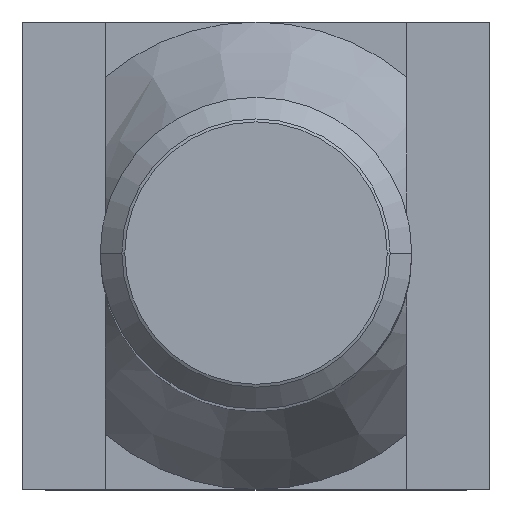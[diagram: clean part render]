
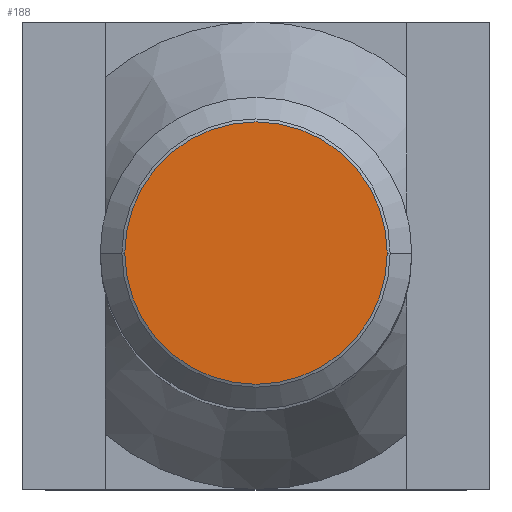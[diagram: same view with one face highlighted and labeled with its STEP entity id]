
A CAD part, top view. The second image highlights one B-rep face of the part: STEP entity #188.
In plain terms, the highlighted planar face has unit normal (0, 0, 1).
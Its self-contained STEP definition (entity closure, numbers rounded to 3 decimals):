
#188=ADVANCED_FACE('',(#452),#453,.T.);
#214=EDGE_CURVE('',#298,#380,#482,.T.);
#256=EDGE_CURVE('',#380,#298,#527,.T.);
#298=VERTEX_POINT('',#573);
#380=VERTEX_POINT('',#662);
#452=FACE_OUTER_BOUND('',#742,.T.);
#453=PLANE('',#743);
#482=CIRCLE('',#783,5.053);
#527=CIRCLE('',#856,5.053);
#573=CARTESIAN_POINT('',(-5.053,0.,63.));
#662=CARTESIAN_POINT('',(5.053,0.,63.0));
#742=EDGE_LOOP('',(#1147,#1148));
#743=AXIS2_PLACEMENT_3D('',#1149,#1150,#1151);
#783=AXIS2_PLACEMENT_3D('',#1196,#1197,#1198);
#856=AXIS2_PLACEMENT_3D('',#1234,#1235,#1236);
#1147=ORIENTED_EDGE('',*,*,#256,.T.);
#1148=ORIENTED_EDGE('',*,*,#214,.T.);
#1149=CARTESIAN_POINT('',(-2.55,0.,63.));
#1150=DIRECTION('',(0.0,0.0,1.0));
#1151=DIRECTION('',(-1.0,0.,0.0));
#1196=CARTESIAN_POINT('',(0.0,0.,63.));
#1197=DIRECTION('',(0.0,-0.0,1.0));
#1198=DIRECTION('',(1.0,0.,0.0));
#1234=CARTESIAN_POINT('',(0.0,0.,63.));
#1235=DIRECTION('',(0.0,-0.0,1.0));
#1236=DIRECTION('',(1.0,0.,0.0));
